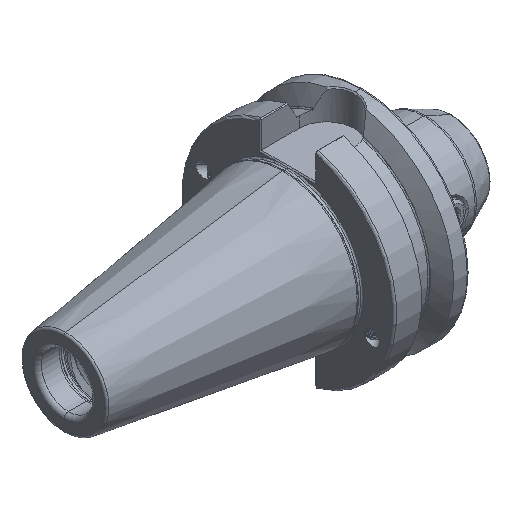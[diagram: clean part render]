
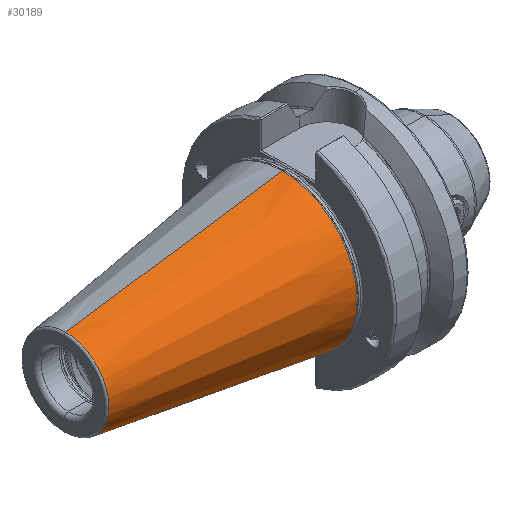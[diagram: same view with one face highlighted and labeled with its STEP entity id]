
A CAD part, isometric view. The second image highlights one B-rep face of the part: STEP entity #30189.
In plain terms, the highlighted conical face has half-angle 8.297 degrees and reference radius 34.998 mm.
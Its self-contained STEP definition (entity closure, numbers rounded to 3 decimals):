
#6453 = EDGE_LOOP ( 'NONE', ( #24624, #24613, #24556, #24575 ) ) ;
#12365 = VERTEX_POINT ( 'NONE', #26780 ) ;
#12366 = VERTEX_POINT ( 'NONE', #26782 ) ;
#12373 = VERTEX_POINT ( 'NONE', #26818 ) ;
#13145 = EDGE_CURVE ( 'NONE', #12373, #12366, #27192, .T. ) ;
#13150 = EDGE_CURVE ( 'NONE', #24862, #12365, #27193, .T. ) ;
#13248 = EDGE_CURVE ( 'NONE', #12365, #12366, #22793, .T. ) ;
#13279 = EDGE_CURVE ( 'NONE', #24862, #12373, #22769, .T. ) ;
#15924 = AXIS2_PLACEMENT_3D ( 'NONE', #24108, #24141, #24102 ) ;
#15925 = AXIS2_PLACEMENT_3D ( 'NONE', #24198, #24146, #24176 ) ;
#16003 = AXIS2_PLACEMENT_3D ( 'NONE', #30546, #30544, #30539 ) ;
#21751 = CARTESIAN_POINT ( 'NONE',  ( -103.944, 0., 20.204 ) ) ;
#21933 = CARTESIAN_POINT ( 'NONE',  ( -2.5, 0., 34.998 ) ) ;
#21940 = DIRECTION ( 'NONE',  ( 0.99, 0., 0.144 ) ) ;
#22429 = CONICAL_SURFACE ( 'NONE', #16003, 34.998, 0.145 ) ;
#22447 = FACE_OUTER_BOUND ( 'NONE', #6453, .T. ) ;
#22769 = LINE ( 'NONE', #21933, #22803 ) ;
#22777 = VECTOR ( 'NONE', #23292, 1000. ) ;
#22793 = LINE ( 'NONE', #23255, #22777 ) ;
#22803 = VECTOR ( 'NONE', #21940, 1000. ) ;
#23255 = CARTESIAN_POINT ( 'NONE',  ( -2.5, 0., -34.998 ) ) ;
#23292 = DIRECTION ( 'NONE',  ( 0.99, 0., -0.144 ) ) ;
#24102 = DIRECTION ( 'NONE',  ( 0., 0., -1. ) ) ;
#24108 = CARTESIAN_POINT ( 'NONE',  ( -2.5, 0., 0. ) ) ;
#24141 = DIRECTION ( 'NONE',  ( 1., 0., 0. ) ) ;
#24146 = DIRECTION ( 'NONE',  ( 1., 0., 0. ) ) ;
#24176 = DIRECTION ( 'NONE',  ( 0., 0., -1. ) ) ;
#24198 = CARTESIAN_POINT ( 'NONE',  ( -103.944, 0., 0. ) ) ;
#24556 = ORIENTED_EDGE ( 'NONE', *, *, #13248, .T. ) ;
#24575 = ORIENTED_EDGE ( 'NONE', *, *, #13145, .F. ) ;
#24613 = ORIENTED_EDGE ( 'NONE', *, *, #13150, .T. ) ;
#24624 = ORIENTED_EDGE ( 'NONE', *, *, #13279, .F. ) ;
#24862 = VERTEX_POINT ( 'NONE', #21751 ) ;
#26780 = CARTESIAN_POINT ( 'NONE',  ( -103.944, 0., -20.204 ) ) ;
#26782 = CARTESIAN_POINT ( 'NONE',  ( -2.5, 0., -34.998 ) ) ;
#26818 = CARTESIAN_POINT ( 'NONE',  ( -2.5, 0., 34.998 ) ) ;
#27192 = CIRCLE ( 'NONE', #15924, 34.998 ) ;
#27193 = CIRCLE ( 'NONE', #15925, 20.204 ) ;
#30189 = ADVANCED_FACE ( 'NONE', ( #22447 ), #22429, .T. ) ;
#30539 = DIRECTION ( 'NONE',  ( 0., 0., -1. ) ) ;
#30544 = DIRECTION ( 'NONE',  ( 1., 0., 0. ) ) ;
#30546 = CARTESIAN_POINT ( 'NONE',  ( -2.5, 0., 0. ) ) ;
